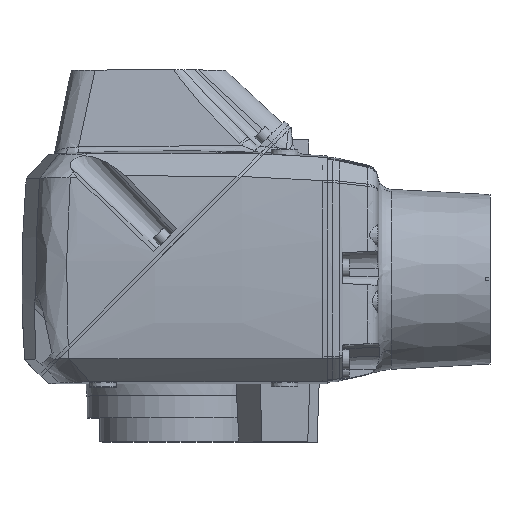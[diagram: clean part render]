
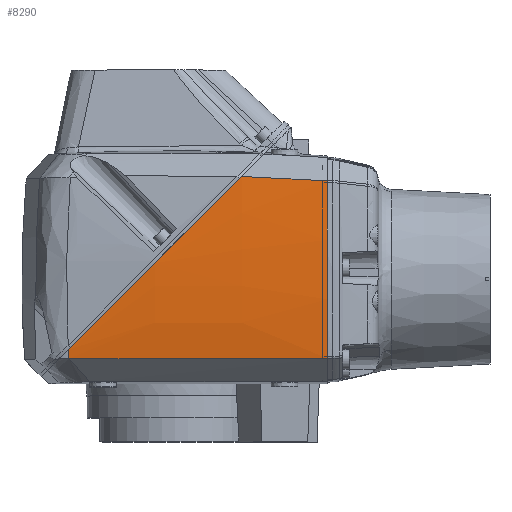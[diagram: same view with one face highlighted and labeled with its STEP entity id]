
A CAD part, top view. The second image highlights one B-rep face of the part: STEP entity #8290.
In plain terms, the highlighted toroidal (fillet/blend) face has major radius 2997.89 mm and minor radius 4000 mm.
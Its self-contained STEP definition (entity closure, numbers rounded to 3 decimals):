
#519 = CARTESIAN_POINT ( 'NONE',  ( 289., 0., 380. ) ) ;
#635 = AXIS2_PLACEMENT_3D ( 'NONE', #519, #24478, #8495 ) ;
#1085 = DIRECTION ( 'NONE',  ( 1., 0., 0. ) ) ;
#1161 = CARTESIAN_POINT ( 'NONE',  ( 184.606, 67.133, 1379.584 ) ) ;
#1254 = CARTESIAN_POINT ( 'NONE',  ( 53.765, -72.43, 1374.158 ) ) ;
#1351 = CIRCLE ( 'NONE', #635, 1002.008 ) ;
#1516 = ORIENTED_EDGE ( 'NONE', *, *, #23427, .F. ) ;
#2576 = CARTESIAN_POINT ( 'NONE',  ( 53.82, -72.43, 1374.161 ) ) ;
#2678 = ORIENTED_EDGE ( 'NONE', *, *, #13776, .T. ) ;
#3091 = FACE_OUTER_BOUND ( 'NONE', #3816, .T. ) ;
#3373 = CARTESIAN_POINT ( 'NONE',  ( 53.455, -66.917, 1374.532 ) ) ;
#3816 = EDGE_LOOP ( 'NONE', ( #14943, #23613, #15927, #2678, #21949, #1516 ) ) ;
#3884 = B_SPLINE_CURVE_WITH_KNOTS ( 'NONE', 3,
 ( #7565, #19248, #13422, #7390 ),
 .UNSPECIFIED., .F., .F.,
 ( 4, 4 ),
 ( 0., 0.303 ),
 .UNSPECIFIED. ) ;
#4627 = EDGE_CURVE ( 'NONE', #23254, #21220, #3884, .T. ) ;
#4945 = CARTESIAN_POINT ( 'NONE',  ( 53.765, -72.43, 1374.158 ) ) ;
#4967 = CARTESIAN_POINT ( 'NONE',  ( 289., -72.255, 1379.399 ) ) ;
#5214 = EDGE_CURVE ( 'NONE', #17210, #19939, #18130, .T. ) ;
#5923 = AXIS2_PLACEMENT_3D ( 'NONE', #21012, #1085, #15262 ) ;
#7258 = B_SPLINE_CURVE_WITH_KNOTS ( 'NONE', 3,
 ( #24785, #1161, #18755, #20740, #8810, #10832 ),
 .UNSPECIFIED., .F., .F.,
 ( 4, 2, 4 ),
 ( 0., 0.112, 0.223 ),
 .UNSPECIFIED. ) ;
#7390 = CARTESIAN_POINT ( 'NONE',  ( 210.891, 93.418, 1377.447 ) ) ;
#7565 = CARTESIAN_POINT ( 'NONE',  ( 289., 89.369, 1378.015 ) ) ;
#7965 = CARTESIAN_POINT ( 'NONE',  ( 289., -72.255, 1379.399 ) ) ;
#7983 = CARTESIAN_POINT ( 'NONE',  ( 289., 89.369, 1378.015 ) ) ;
#8290 = ADVANCED_FACE ( 'NONE', ( #3091 ), #25894, .T. ) ;
#8495 = DIRECTION ( 'NONE',  ( 0., -1., 0. ) ) ;
#8810 = CARTESIAN_POINT ( 'NONE',  ( 79.554, -37.92, 1377.756 ) ) ;
#9388 = VERTEX_POINT ( 'NONE', #13155 ) ;
#10832 = CARTESIAN_POINT ( 'NONE',  ( 53.313, -64.16, 1374.702 ) ) ;
#13155 = CARTESIAN_POINT ( 'NONE',  ( 53.765, -72.43, 1374.158 ) ) ;
#13308 = CARTESIAN_POINT ( 'NONE',  ( 53.847, -72.43, 1374.163 ) ) ;
#13422 = CARTESIAN_POINT ( 'NONE',  ( 236.952, 92.583, 1377.846 ) ) ;
#13776 = EDGE_CURVE ( 'NONE', #9388, #17210, #21352, .T. ) ;
#14579 = CARTESIAN_POINT ( 'NONE',  ( 210.891, 93.418, 1377.447 ) ) ;
#14943 = ORIENTED_EDGE ( 'NONE', *, *, #4627, .T. ) ;
#15262 = DIRECTION ( 'NONE',  ( 0., 1., 0. ) ) ;
#15674 = CARTESIAN_POINT ( 'NONE',  ( 53.847, -72.43, 1374.163 ) ) ;
#15927 = ORIENTED_EDGE ( 'NONE', *, *, #17584, .T. ) ;
#17210 = VERTEX_POINT ( 'NONE', #15674 ) ;
#17477 = CARTESIAN_POINT ( 'NONE',  ( 132.456, -72.296, 1378.239 ) ) ;
#17584 = EDGE_CURVE ( 'NONE', #19774, #9388, #20635, .T. ) ;
#18130 = B_SPLINE_CURVE_WITH_KNOTS ( 'NONE', 3,
 ( #13308, #17477, #25769, #7965 ),
 .UNSPECIFIED., .F., .F.,
 ( 4, 4 ),
 ( 0.092, 1. ),
 .UNSPECIFIED. ) ;
#18252 = CARTESIAN_POINT ( 'NONE',  ( 53.313, -64.16, 1374.702 ) ) ;
#18755 = CARTESIAN_POINT ( 'NONE',  ( 158.331, 40.858, 1380.417 ) ) ;
#19248 = CARTESIAN_POINT ( 'NONE',  ( 262.99, 91.233, 1378.037 ) ) ;
#19342 = CARTESIAN_POINT ( 'NONE',  ( 53.606, -69.674, 1374.35 ) ) ;
#19774 = VERTEX_POINT ( 'NONE', #18252 ) ;
#19939 = VERTEX_POINT ( 'NONE', #4967 ) ;
#20021 = EDGE_CURVE ( 'NONE', #21220, #19774, #7258, .T. ) ;
#20635 = B_SPLINE_CURVE_WITH_KNOTS ( 'NONE', 3,
 ( #23199, #3373, #19342, #1254 ),
 .UNSPECIFIED., .F., .F.,
 ( 4, 4 ),
 ( 0.157, 0.165 ),
 .UNSPECIFIED. ) ;
#20740 = CARTESIAN_POINT ( 'NONE',  ( 105.805, -11.668, 1379.503 ) ) ;
#21012 = CARTESIAN_POINT ( 'NONE',  ( 260., 0., 380. ) ) ;
#21220 = VERTEX_POINT ( 'NONE', #14579 ) ;
#21352 = B_SPLINE_CURVE_WITH_KNOTS ( 'NONE', 3,
 ( #4945, #22829, #2576, #24673 ),
 .UNSPECIFIED., .F., .F.,
 ( 4, 4 ),
 ( 0., 1. ),
 .UNSPECIFIED. ) ;
#21949 = ORIENTED_EDGE ( 'NONE', *, *, #5214, .T. ) ;
#22829 = CARTESIAN_POINT ( 'NONE',  ( 53.793, -72.43, 1374.159 ) ) ;
#23199 = CARTESIAN_POINT ( 'NONE',  ( 53.313, -64.16, 1374.702 ) ) ;
#23254 = VERTEX_POINT ( 'NONE', #7983 ) ;
#23427 = EDGE_CURVE ( 'NONE', #23254, #19939, #1351, .T. ) ;
#23613 = ORIENTED_EDGE ( 'NONE', *, *, #20021, .T. ) ;
#24478 = DIRECTION ( 'NONE',  ( 1., 0., 0. ) ) ;
#24673 = CARTESIAN_POINT ( 'NONE',  ( 53.847, -72.43, 1374.163 ) ) ;
#24785 = CARTESIAN_POINT ( 'NONE',  ( 210.891, 93.418, 1377.447 ) ) ;
#25769 = CARTESIAN_POINT ( 'NONE',  ( 210.886, -72.234, 1379.969 ) ) ;
#25894 = TOROIDAL_SURFACE ( 'NONE', #5923, -2997.887, 4000. ) ;
